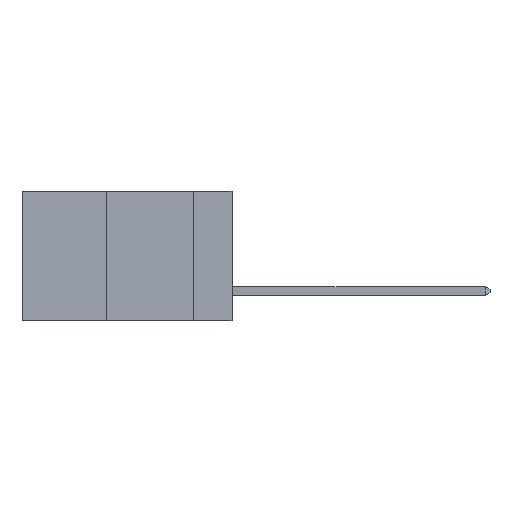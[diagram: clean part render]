
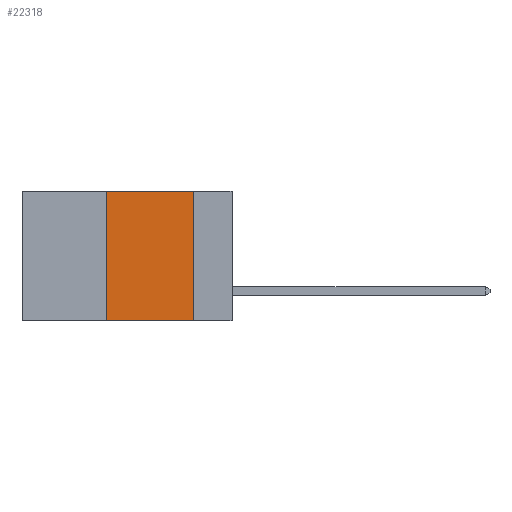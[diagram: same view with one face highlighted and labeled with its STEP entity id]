
A CAD part, left-side view. The second image highlights one B-rep face of the part: STEP entity #22318.
In plain terms, the highlighted planar face has unit normal (-1, 0, 0).
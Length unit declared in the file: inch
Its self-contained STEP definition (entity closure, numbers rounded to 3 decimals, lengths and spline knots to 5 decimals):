
#79 = VERTEX_POINT ( 'NONE', #25645 ) ;
#820 = LINE ( 'NONE', #845, #16623 ) ;
#845 = CARTESIAN_POINT ( 'NONE',  ( 0., 0.36, 0. ) ) ;
#2166 = ORIENTED_EDGE ( 'NONE', *, *, #13683, .F. ) ;
#2593 = EDGE_LOOP ( 'NONE', ( #18268, #8649, #2166, #25260 ) ) ;
#3539 = EDGE_CURVE ( 'NONE', #79, #10170, #16564, .T. ) ;
#5041 = VECTOR ( 'NONE', #7620, 39.37008 ) ;
#6022 = VERTEX_POINT ( 'NONE', #13266 ) ;
#7568 = DIRECTION ( 'NONE',  ( 0., 0., -1. ) ) ;
#7586 = VERTEX_POINT ( 'NONE', #10757 ) ;
#7620 = DIRECTION ( 'NONE',  ( 0., -1., 0. ) ) ;
#8649 = ORIENTED_EDGE ( 'NONE', *, *, #21146, .F. ) ;
#8812 = FACE_OUTER_BOUND ( 'NONE', #2593, .T. ) ;
#10170 = VERTEX_POINT ( 'NONE', #14981 ) ;
#10757 = CARTESIAN_POINT ( 'NONE',  ( 0., 0.11, 0. ) ) ;
#11134 = LINE ( 'NONE', #21895, #5041 ) ;
#11144 = DIRECTION ( 'NONE',  ( 0., 0., 1. ) ) ;
#11331 = DIRECTION ( 'NONE',  ( 0., -1., 0. ) ) ;
#13171 = EDGE_CURVE ( 'NONE', #7586, #10170, #14412, .T. ) ;
#13266 = CARTESIAN_POINT ( 'NONE',  ( 0., 0.36, 0. ) ) ;
#13625 = PLANE ( 'NONE',  #14945 ) ;
#13683 = EDGE_CURVE ( 'NONE', #79, #6022, #820, .T. ) ;
#14412 = LINE ( 'NONE', #17824, #19229 ) ;
#14945 = AXIS2_PLACEMENT_3D ( 'NONE', #25853, #19816, #7568 ) ;
#14981 = CARTESIAN_POINT ( 'NONE',  ( 0., 0.11, -0.37 ) ) ;
#16564 = LINE ( 'NONE', #17444, #20708 ) ;
#16623 = VECTOR ( 'NONE', #11144, 39.37008 ) ;
#17444 = CARTESIAN_POINT ( 'NONE',  ( 0., 0.6, -0.37 ) ) ;
#17824 = CARTESIAN_POINT ( 'NONE',  ( 0., 0.11, 0. ) ) ;
#18268 = ORIENTED_EDGE ( 'NONE', *, *, #13171, .F. ) ;
#19229 = VECTOR ( 'NONE', #23931, 39.37008 ) ;
#19816 = DIRECTION ( 'NONE',  ( 1., 0., 0. ) ) ;
#20708 = VECTOR ( 'NONE', #11331, 39.37008 ) ;
#21146 = EDGE_CURVE ( 'NONE', #6022, #7586, #11134, .T. ) ;
#21895 = CARTESIAN_POINT ( 'NONE',  ( 0., 0.6, 0. ) ) ;
#22318 = ADVANCED_FACE ( 'NONE', ( #8812 ), #13625, .F. ) ;
#23931 = DIRECTION ( 'NONE',  ( 0., 0., -1. ) ) ;
#25260 = ORIENTED_EDGE ( 'NONE', *, *, #3539, .T. ) ;
#25645 = CARTESIAN_POINT ( 'NONE',  ( 0., 0.36, -0.37 ) ) ;
#25853 = CARTESIAN_POINT ( 'NONE',  ( 0., 0.6, 0. ) ) ;
